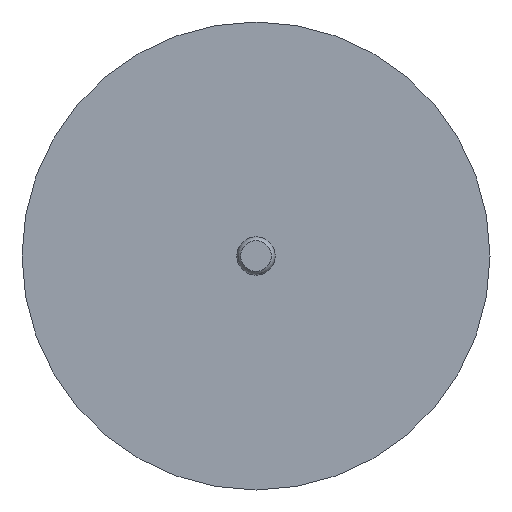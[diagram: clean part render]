
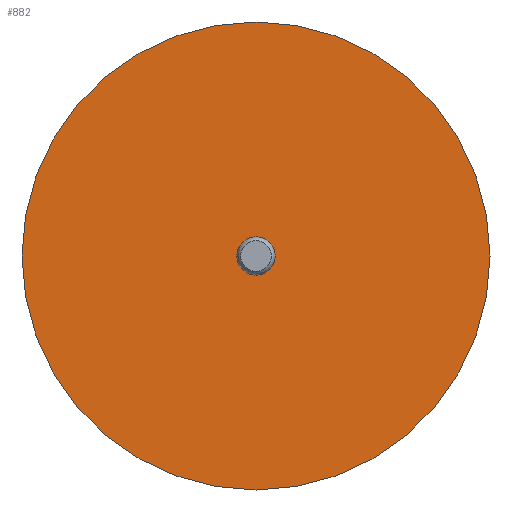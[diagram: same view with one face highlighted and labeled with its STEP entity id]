
A CAD part, front view. The second image highlights one B-rep face of the part: STEP entity #882.
In plain terms, the highlighted planar face has unit normal (0, -1, 0).
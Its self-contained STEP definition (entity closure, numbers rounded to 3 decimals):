
#106=FACE_BOUND('',#238,.T.);
#126=PLANE('',#999);
#176=FACE_OUTER_BOUND('',#237,.T.);
#237=EDGE_LOOP('',(#773,#774));
#238=EDGE_LOOP('',(#775,#776));
#331=CIRCLE('',#1000,40.);
#332=CIRCLE('',#1001,40.);
#333=CIRCLE('',#1002,3.169);
#334=CIRCLE('',#1003,3.169);
#417=VERTEX_POINT('',#1604);
#418=VERTEX_POINT('',#1605);
#419=VERTEX_POINT('',#1608);
#420=VERTEX_POINT('',#1609);
#542=EDGE_CURVE('',#417,#418,#331,.T.);
#543=EDGE_CURVE('',#418,#417,#332,.T.);
#544=EDGE_CURVE('',#419,#420,#333,.T.);
#545=EDGE_CURVE('',#420,#419,#334,.T.);
#773=ORIENTED_EDGE('',*,*,#542,.F.);
#774=ORIENTED_EDGE('',*,*,#543,.F.);
#775=ORIENTED_EDGE('',*,*,#544,.F.);
#776=ORIENTED_EDGE('',*,*,#545,.F.);
#882=ADVANCED_FACE('',(#176,#106),#126,.T.);
#999=AXIS2_PLACEMENT_3D('',#1603,#1224,#1225);
#1000=AXIS2_PLACEMENT_3D('',#1606,#1226,#1227);
#1001=AXIS2_PLACEMENT_3D('',#1607,#1228,#1229);
#1002=AXIS2_PLACEMENT_3D('',#1610,#1230,#1231);
#1003=AXIS2_PLACEMENT_3D('',#1611,#1232,#1233);
#1224=DIRECTION('center_axis',(0.,-1.,0.));
#1225=DIRECTION('ref_axis',(0.,0.,-1.));
#1226=DIRECTION('center_axis',(0.,1.,0.));
#1227=DIRECTION('ref_axis',(-1.,0.,0.));
#1228=DIRECTION('center_axis',(0.,1.,0.));
#1229=DIRECTION('ref_axis',(-1.,0.,0.));
#1230=DIRECTION('center_axis',(0.,-1.,0.));
#1231=DIRECTION('ref_axis',(-1.,0.,0.));
#1232=DIRECTION('center_axis',(0.,-1.,0.));
#1233=DIRECTION('ref_axis',(-1.,0.,0.));
#1603=CARTESIAN_POINT('Origin',(-20.,4.469,0.));
#1604=CARTESIAN_POINT('',(-40.,4.469,0.));
#1605=CARTESIAN_POINT('',(40.,4.469,0.));
#1606=CARTESIAN_POINT('Origin',(0.,4.469,0.));
#1607=CARTESIAN_POINT('Origin',(0.,4.469,0.));
#1608=CARTESIAN_POINT('',(-3.169,4.469,0.));
#1609=CARTESIAN_POINT('',(3.169,4.469,0.));
#1610=CARTESIAN_POINT('Origin',(0.,4.469,0.));
#1611=CARTESIAN_POINT('Origin',(0.,4.469,0.));
